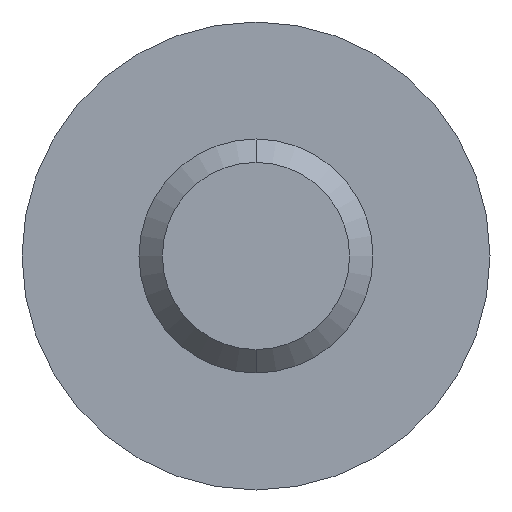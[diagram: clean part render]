
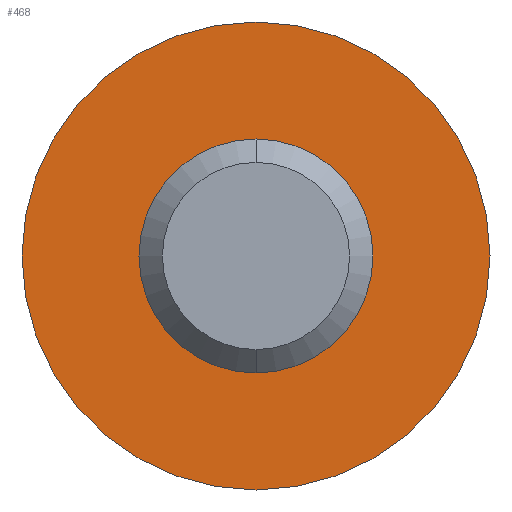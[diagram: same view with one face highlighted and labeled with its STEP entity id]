
A CAD part, front view. The second image highlights one B-rep face of the part: STEP entity #468.
In plain terms, the highlighted planar face has unit normal (0, -1, 0).
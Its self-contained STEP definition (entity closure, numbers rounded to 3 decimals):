
#13 = DIRECTION ( 'NONE',  ( 0., 0., 1. ) ) ;
#18 = EDGE_LOOP ( 'NONE', ( #847, #394 ) ) ;
#56 = FACE_BOUND ( 'NONE', #660, .T. ) ;
#140 = DIRECTION ( 'NONE',  ( 0., 0., 1. ) ) ;
#152 = DIRECTION ( 'NONE',  ( 0., 1., 0. ) ) ;
#174 = CARTESIAN_POINT ( 'NONE',  ( 0., -1.3, 0. ) ) ;
#190 = CARTESIAN_POINT ( 'NONE',  ( 0., -1.3, 0. ) ) ;
#209 = EDGE_CURVE ( 'NONE', #975, #689, #308, .T. ) ;
#229 = AXIS2_PLACEMENT_3D ( 'NONE', #954, #788, #13 ) ;
#288 = FACE_OUTER_BOUND ( 'NONE', #18, .T. ) ;
#308 = CIRCLE ( 'NONE', #857, 0.5 ) ;
#350 = DIRECTION ( 'NONE',  ( 0., 1., 0. ) ) ;
#366 = EDGE_CURVE ( 'NONE', #869, #458, #605, .T. ) ;
#386 = DIRECTION ( 'NONE',  ( 0., 1., 0. ) ) ;
#394 = ORIENTED_EDGE ( 'NONE', *, *, #752, .F. ) ;
#399 = DIRECTION ( 'NONE',  ( 0., 0., 1. ) ) ;
#458 = VERTEX_POINT ( 'NONE', #590 ) ;
#462 = CARTESIAN_POINT ( 'NONE',  ( 0., -1.3, 0. ) ) ;
#468 = ADVANCED_FACE ( 'NONE', ( #288, #56 ), #555, .F. ) ;
#529 = CIRCLE ( 'NONE', #589, 0.5 ) ;
#554 = CARTESIAN_POINT ( 'NONE',  ( 0., -1.3, 0.5 ) ) ;
#555 = PLANE ( 'NONE',  #229 ) ;
#564 = CARTESIAN_POINT ( 'NONE',  ( 0., -1.3, -0.5 ) ) ;
#589 = AXIS2_PLACEMENT_3D ( 'NONE', #174, #386, #399 ) ;
#590 = CARTESIAN_POINT ( 'NONE',  ( 0., -1.3, -1. ) ) ;
#605 = CIRCLE ( 'NONE', #709, 1. ) ;
#613 = AXIS2_PLACEMENT_3D ( 'NONE', #462, #152, #750 ) ;
#651 = CARTESIAN_POINT ( 'NONE',  ( 0., -1.3, 0. ) ) ;
#653 = DIRECTION ( 'NONE',  ( 0., 1., 0. ) ) ;
#660 = EDGE_LOOP ( 'NONE', ( #997, #988 ) ) ;
#689 = VERTEX_POINT ( 'NONE', #554 ) ;
#709 = AXIS2_PLACEMENT_3D ( 'NONE', #651, #653, #140 ) ;
#750 = DIRECTION ( 'NONE',  ( 0., 0., 1. ) ) ;
#752 = EDGE_CURVE ( 'NONE', #458, #869, #968, .T. ) ;
#785 = DIRECTION ( 'NONE',  ( 0., 0., 1. ) ) ;
#788 = DIRECTION ( 'NONE',  ( 0., 1., 0. ) ) ;
#793 = EDGE_CURVE ( 'NONE', #689, #975, #529, .T. ) ;
#847 = ORIENTED_EDGE ( 'NONE', *, *, #366, .F. ) ;
#857 = AXIS2_PLACEMENT_3D ( 'NONE', #190, #350, #785 ) ;
#869 = VERTEX_POINT ( 'NONE', #890 ) ;
#890 = CARTESIAN_POINT ( 'NONE',  ( 0., -1.3, 1. ) ) ;
#954 = CARTESIAN_POINT ( 'NONE',  ( 1., -1.3, 0. ) ) ;
#968 = CIRCLE ( 'NONE', #613, 1. ) ;
#975 = VERTEX_POINT ( 'NONE', #564 ) ;
#988 = ORIENTED_EDGE ( 'NONE', *, *, #209, .T. ) ;
#997 = ORIENTED_EDGE ( 'NONE', *, *, #793, .T. ) ;
